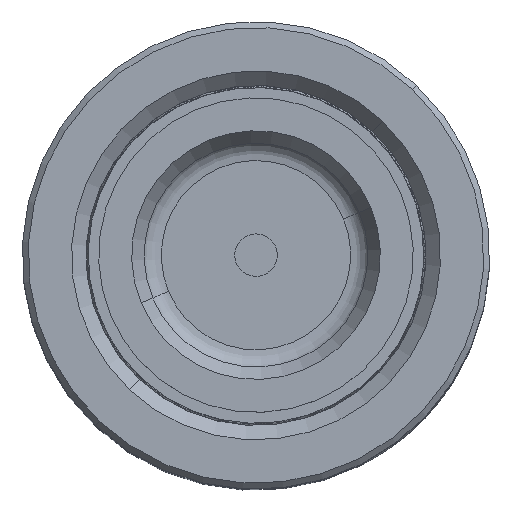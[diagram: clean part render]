
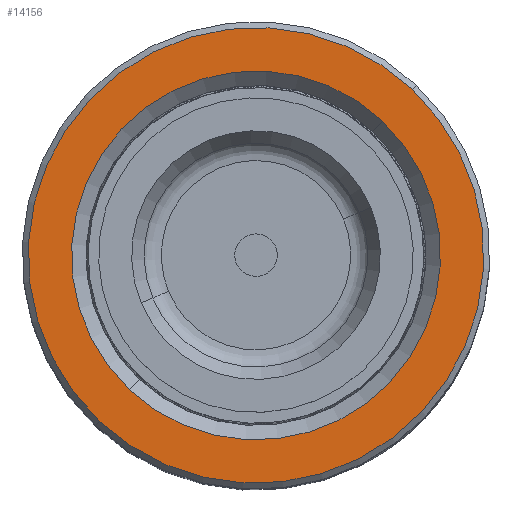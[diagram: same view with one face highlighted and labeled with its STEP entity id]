
A CAD part, top view. The second image highlights one B-rep face of the part: STEP entity #14156.
In plain terms, the highlighted planar face has unit normal (0, 0, 1).
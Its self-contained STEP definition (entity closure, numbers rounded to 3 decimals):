
#1524 = DIRECTION ( 'NONE',  ( 1., 0., 0. ) ) ;
#1775 = EDGE_CURVE ( 'NONE', #26380, #56927, #15466, .T. ) ;
#4082 = CARTESIAN_POINT ( 'NONE',  ( 0., 0., 80. ) ) ;
#4593 = EDGE_LOOP ( 'NONE', ( #56072, #14543 ) ) ;
#7723 = CARTESIAN_POINT ( 'NONE',  ( 0., 0., 80. ) ) ;
#9844 = AXIS2_PLACEMENT_3D ( 'NONE', #4082, #58255, #37553 ) ;
#9863 = CARTESIAN_POINT ( 'NONE',  ( -26.8, 0., 80. ) ) ;
#14156 = ADVANCED_FACE ( 'NONE', ( #25088, #21300 ), #44030, .T. ) ;
#14470 = DIRECTION ( 'NONE',  ( 1., 0., 0. ) ) ;
#14543 = ORIENTED_EDGE ( 'NONE', *, *, #1775, .T. ) ;
#14899 = CARTESIAN_POINT ( 'NONE',  ( 0., 0., 80. ) ) ;
#15141 = VERTEX_POINT ( 'NONE', #36550 ) ;
#15324 = CARTESIAN_POINT ( 'NONE',  ( 0., 0., 80. ) ) ;
#15466 = CIRCLE ( 'NONE', #9844, 26.8 ) ;
#16710 = DIRECTION ( 'NONE',  ( 0., 0., -1. ) ) ;
#20595 = AXIS2_PLACEMENT_3D ( 'NONE', #7723, #16710, #36183 ) ;
#21300 = FACE_BOUND ( 'NONE', #29247, .T. ) ;
#22663 = CIRCLE ( 'NONE', #48778, 21.7 ) ;
#23276 = EDGE_CURVE ( 'NONE', #23811, #15141, #43484, .T. ) ;
#23811 = VERTEX_POINT ( 'NONE', #55707 ) ;
#25088 = FACE_OUTER_BOUND ( 'NONE', #4593, .T. ) ;
#25807 = CIRCLE ( 'NONE', #35135, 26.8 ) ;
#26380 = VERTEX_POINT ( 'NONE', #55926 ) ;
#28160 = EDGE_CURVE ( 'NONE', #15141, #23811, #22663, .T. ) ;
#29247 = EDGE_LOOP ( 'NONE', ( #49364, #49876 ) ) ;
#34565 = DIRECTION ( 'NONE',  ( 1., 0., 0. ) ) ;
#35135 = AXIS2_PLACEMENT_3D ( 'NONE', #52568, #38146, #14470 ) ;
#36183 = DIRECTION ( 'NONE',  ( 1., 0., 0. ) ) ;
#36550 = CARTESIAN_POINT ( 'NONE',  ( -21.7, 0., 80. ) ) ;
#37553 = DIRECTION ( 'NONE',  ( 1., 0., 0. ) ) ;
#38146 = DIRECTION ( 'NONE',  ( 0., 0., 1. ) ) ;
#43484 = CIRCLE ( 'NONE', #20595, 21.7 ) ;
#44030 = PLANE ( 'NONE',  #52905 ) ;
#48611 = DIRECTION ( 'NONE',  ( 0., 0., -1. ) ) ;
#48778 = AXIS2_PLACEMENT_3D ( 'NONE', #14899, #48611, #34565 ) ;
#49114 = EDGE_CURVE ( 'NONE', #56927, #26380, #25807, .T. ) ;
#49364 = ORIENTED_EDGE ( 'NONE', *, *, #23276, .T. ) ;
#49462 = DIRECTION ( 'NONE',  ( 0., 0., 1. ) ) ;
#49876 = ORIENTED_EDGE ( 'NONE', *, *, #28160, .T. ) ;
#52568 = CARTESIAN_POINT ( 'NONE',  ( 0., 0., 80. ) ) ;
#52905 = AXIS2_PLACEMENT_3D ( 'NONE', #15324, #49462, #1524 ) ;
#55707 = CARTESIAN_POINT ( 'NONE',  ( 21.7, 0., 80. ) ) ;
#55926 = CARTESIAN_POINT ( 'NONE',  ( 26.8, 0., 80. ) ) ;
#56072 = ORIENTED_EDGE ( 'NONE', *, *, #49114, .T. ) ;
#56927 = VERTEX_POINT ( 'NONE', #9863 ) ;
#58255 = DIRECTION ( 'NONE',  ( 0., 0., 1. ) ) ;
